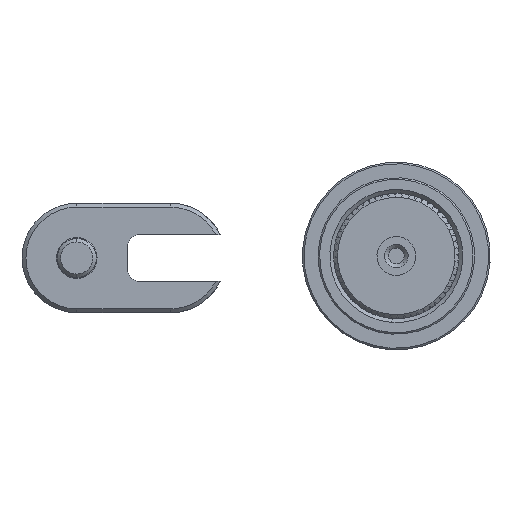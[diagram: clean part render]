
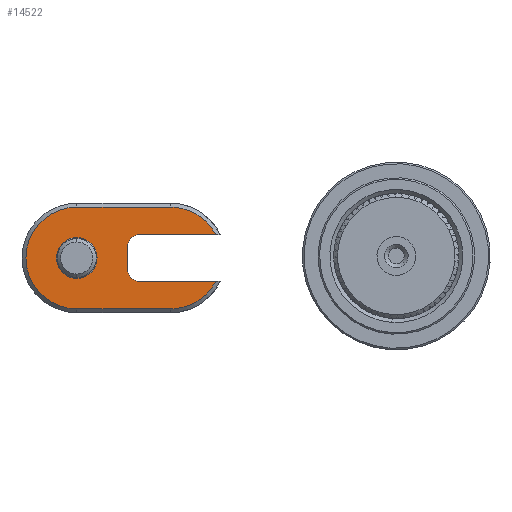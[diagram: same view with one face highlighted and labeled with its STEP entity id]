
A CAD part, left-side view. The second image highlights one B-rep face of the part: STEP entity #14522.
In plain terms, the highlighted face is planar.
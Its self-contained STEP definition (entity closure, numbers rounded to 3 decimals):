
#335 = DIRECTION ( 'NONE',  ( 0., -1., 0. ) ) ;
#554 = ORIENTED_EDGE ( 'NONE', *, *, #10778, .T. ) ;
#673 = CARTESIAN_POINT ( 'NONE',  ( 6., 8., 0. ) ) ;
#727 = CARTESIAN_POINT ( 'NONE',  ( -6., 8., 0. ) ) ;
#757 = DIRECTION ( 'NONE',  ( 0., 1., 0. ) ) ;
#1143 = VECTOR ( 'NONE', #11271, 1000. ) ;
#1189 = CARTESIAN_POINT ( 'NONE',  ( 6., 8., 6.5 ) ) ;
#1238 = AXIS2_PLACEMENT_3D ( 'NONE', #673, #8601, #13665 ) ;
#1248 = LINE ( 'NONE', #15557, #5935 ) ;
#1260 = EDGE_CURVE ( 'NONE', #3082, #12174, #3428, .T. ) ;
#1352 = LINE ( 'NONE', #1189, #1143 ) ;
#1672 = EDGE_CURVE ( 'NONE', #3532, #5676, #11306, .T. ) ;
#1688 = ORIENTED_EDGE ( 'NONE', *, *, #8520, .T. ) ;
#1913 = EDGE_CURVE ( 'NONE', #12612, #15998, #1989, .T. ) ;
#1987 = DIRECTION ( 'NONE',  ( 0., 1., 0. ) ) ;
#1989 = CIRCLE ( 'NONE', #9856, 1.5 ) ;
#2015 = EDGE_CURVE ( 'NONE', #12871, #3532, #6877, .T. ) ;
#2322 = CARTESIAN_POINT ( 'NONE',  ( -0.5, 8., 1.5 ) ) ;
#2928 = ORIENTED_EDGE ( 'NONE', *, *, #8284, .T. ) ;
#3082 = VERTEX_POINT ( 'NONE', #14314 ) ;
#3234 = CARTESIAN_POINT ( 'NONE',  ( 6., 8., -6.5 ) ) ;
#3287 = CIRCLE ( 'NONE', #13113, 2.6 ) ;
#3303 = VERTEX_POINT ( 'NONE', #14910 ) ;
#3428 = CIRCLE ( 'NONE', #11993, 1.5 ) ;
#3461 = VERTEX_POINT ( 'NONE', #6118 ) ;
#3510 = CARTESIAN_POINT ( 'NONE',  ( -11.766, 8., -3. ) ) ;
#3532 = VERTEX_POINT ( 'NONE', #8762 ) ;
#3835 = ORIENTED_EDGE ( 'NONE', *, *, #2015, .T. ) ;
#4522 = CARTESIAN_POINT ( 'NONE',  ( -2., 8., -1.5 ) ) ;
#4679 = DIRECTION ( 'NONE',  ( 0., 0., 1. ) ) ;
#4849 = CARTESIAN_POINT ( 'NONE',  ( -15.92, 8., 3. ) ) ;
#5055 = DIRECTION ( 'NONE',  ( 0., -1., 0. ) ) ;
#5084 = EDGE_CURVE ( 'NONE', #6371, #3082, #15650, .T. ) ;
#5119 = ORIENTED_EDGE ( 'NONE', *, *, #1913, .F. ) ;
#5213 = ORIENTED_EDGE ( 'NONE', *, *, #11740, .F. ) ;
#5229 = VECTOR ( 'NONE', #15962, 1000. ) ;
#5310 = CARTESIAN_POINT ( 'NONE',  ( 6., 8., 6.5 ) ) ;
#5584 = CARTESIAN_POINT ( 'NONE',  ( -6., 8., 0. ) ) ;
#5608 = PLANE ( 'NONE',  #15288 ) ;
#5676 = VERTEX_POINT ( 'NONE', #3510 ) ;
#5682 = CARTESIAN_POINT ( 'NONE',  ( -6., 8., 0. ) ) ;
#5708 = DIRECTION ( 'NONE',  ( 0., 0., -1. ) ) ;
#5822 = DIRECTION ( 'NONE',  ( 0., 0., 1. ) ) ;
#5935 = VECTOR ( 'NONE', #6654, 1000. ) ;
#6039 = CIRCLE ( 'NONE', #8702, 6.5 ) ;
#6118 = CARTESIAN_POINT ( 'NONE',  ( -6., 8., 6.5 ) ) ;
#6171 = ORIENTED_EDGE ( 'NONE', *, *, #13048, .T. ) ;
#6371 = VERTEX_POINT ( 'NONE', #6912 ) ;
#6654 = DIRECTION ( 'NONE',  ( 0., 0., -1. ) ) ;
#6877 = LINE ( 'NONE', #16548, #11533 ) ;
#6912 = CARTESIAN_POINT ( 'NONE',  ( -11.766, 8., 3. ) ) ;
#7071 = CARTESIAN_POINT ( 'NONE',  ( -2., 8., 1.5 ) ) ;
#7300 = ORIENTED_EDGE ( 'NONE', *, *, #1672, .T. ) ;
#7622 = EDGE_CURVE ( 'NONE', #15998, #5676, #15514, .T. ) ;
#7940 = ORIENTED_EDGE ( 'NONE', *, *, #1260, .F. ) ;
#8284 = EDGE_CURVE ( 'NONE', #6371, #3461, #6039, .T. ) ;
#8520 = EDGE_CURVE ( 'NONE', #3461, #10542, #1352, .T. ) ;
#8601 = DIRECTION ( 'NONE',  ( 0., 1., 0. ) ) ;
#8702 = AXIS2_PLACEMENT_3D ( 'NONE', #5584, #757, #4679 ) ;
#8762 = CARTESIAN_POINT ( 'NONE',  ( -6., 8., -6.5 ) ) ;
#8833 = CARTESIAN_POINT ( 'NONE',  ( -0.5, 8., -1.5 ) ) ;
#8889 = DIRECTION ( 'NONE',  ( -1., 0., 0. ) ) ;
#9026 = CARTESIAN_POINT ( 'NONE',  ( -2., 8., -3. ) ) ;
#9388 = DIRECTION ( 'NONE',  ( 0., 0., -1. ) ) ;
#9438 = VECTOR ( 'NONE', #13848, 1000. ) ;
#9457 = ORIENTED_EDGE ( 'NONE', *, *, #5084, .F. ) ;
#9615 = CIRCLE ( 'NONE', #1238, 6.5 ) ;
#9856 = AXIS2_PLACEMENT_3D ( 'NONE', #4522, #12070, #5708 ) ;
#10265 = EDGE_CURVE ( 'NONE', #10542, #12871, #9615, .T. ) ;
#10542 = VERTEX_POINT ( 'NONE', #5310 ) ;
#10624 = ORIENTED_EDGE ( 'NONE', *, *, #10265, .T. ) ;
#10723 = CARTESIAN_POINT ( 'NONE',  ( -15.92, 8., -3. ) ) ;
#10778 = EDGE_CURVE ( 'NONE', #3303, #11946, #16642, .T. ) ;
#11179 = FACE_BOUND ( 'NONE', #14598, .T. ) ;
#11271 = DIRECTION ( 'NONE',  ( 1., 0., 0. ) ) ;
#11306 = CIRCLE ( 'NONE', #11472, 6.5 ) ;
#11360 = EDGE_LOOP ( 'NONE', ( #3835, #7300, #12686, #5119, #5213, #7940, #9457, #2928, #1688, #10624 ) ) ;
#11472 = AXIS2_PLACEMENT_3D ( 'NONE', #5682, #1987, #12098 ) ;
#11533 = VECTOR ( 'NONE', #8889, 1000. ) ;
#11740 = EDGE_CURVE ( 'NONE', #12174, #12612, #1248, .T. ) ;
#11946 = VERTEX_POINT ( 'NONE', #14530 ) ;
#11993 = AXIS2_PLACEMENT_3D ( 'NONE', #7071, #16081, #5822 ) ;
#12070 = DIRECTION ( 'NONE',  ( 0., 1., 0. ) ) ;
#12098 = DIRECTION ( 'NONE',  ( 0., 0., 1. ) ) ;
#12174 = VERTEX_POINT ( 'NONE', #2322 ) ;
#12422 = DIRECTION ( 'NONE',  ( 0., 0., 1. ) ) ;
#12612 = VERTEX_POINT ( 'NONE', #8833 ) ;
#12686 = ORIENTED_EDGE ( 'NONE', *, *, #7622, .F. ) ;
#12871 = VERTEX_POINT ( 'NONE', #3234 ) ;
#13048 = EDGE_CURVE ( 'NONE', #11946, #3303, #3287, .T. ) ;
#13113 = AXIS2_PLACEMENT_3D ( 'NONE', #14101, #5055, #14051 ) ;
#13665 = DIRECTION ( 'NONE',  ( 0., 0., 1. ) ) ;
#13848 = DIRECTION ( 'NONE',  ( 1., 0., 0. ) ) ;
#14051 = DIRECTION ( 'NONE',  ( 0., 0., -1. ) ) ;
#14101 = CARTESIAN_POINT ( 'NONE',  ( 6., 8., 0. ) ) ;
#14314 = CARTESIAN_POINT ( 'NONE',  ( -2., 8., 3. ) ) ;
#14522 = ADVANCED_FACE ( 'NONE', ( #11179, #15411 ), #5608, .T. ) ;
#14530 = CARTESIAN_POINT ( 'NONE',  ( 6., 8., -2.6 ) ) ;
#14598 = EDGE_LOOP ( 'NONE', ( #6171, #554 ) ) ;
#14789 = AXIS2_PLACEMENT_3D ( 'NONE', #15791, #335, #9388 ) ;
#14910 = CARTESIAN_POINT ( 'NONE',  ( 6., 8., 2.6 ) ) ;
#15005 = DIRECTION ( 'NONE',  ( 0., 1., 0. ) ) ;
#15288 = AXIS2_PLACEMENT_3D ( 'NONE', #727, #15005, #12422 ) ;
#15411 = FACE_OUTER_BOUND ( 'NONE', #11360, .T. ) ;
#15514 = LINE ( 'NONE', #10723, #5229 ) ;
#15557 = CARTESIAN_POINT ( 'NONE',  ( -0.5, 8., -1.5 ) ) ;
#15650 = LINE ( 'NONE', #4849, #9438 ) ;
#15791 = CARTESIAN_POINT ( 'NONE',  ( 6., 8., 0. ) ) ;
#15962 = DIRECTION ( 'NONE',  ( -1., 0., 0. ) ) ;
#15998 = VERTEX_POINT ( 'NONE', #9026 ) ;
#16081 = DIRECTION ( 'NONE',  ( 0., 1., 0. ) ) ;
#16548 = CARTESIAN_POINT ( 'NONE',  ( -6., 8., -6.5 ) ) ;
#16642 = CIRCLE ( 'NONE', #14789, 2.6 ) ;
